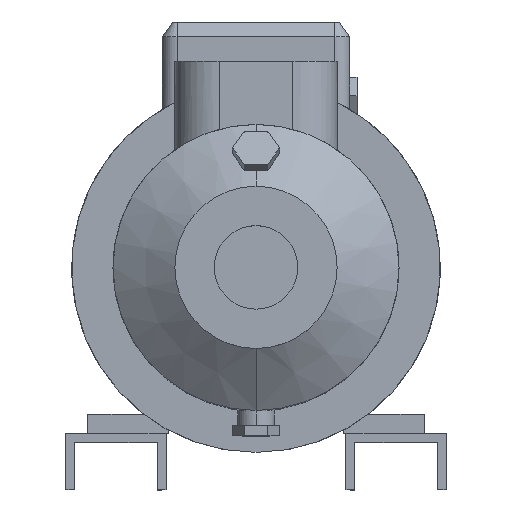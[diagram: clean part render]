
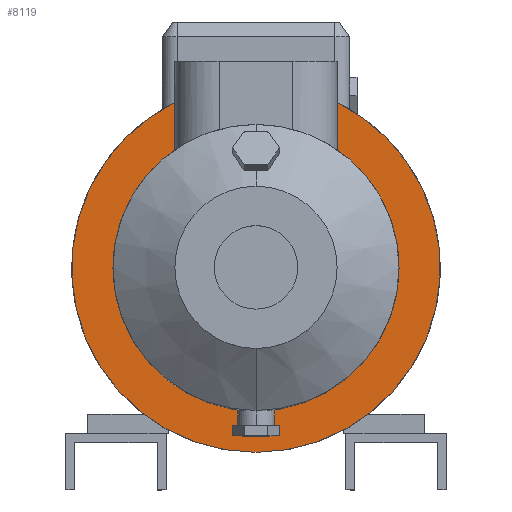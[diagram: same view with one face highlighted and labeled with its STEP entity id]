
A CAD part, top view. The second image highlights one B-rep face of the part: STEP entity #8119.
In plain terms, the highlighted planar face has unit normal (0, 0, 1).
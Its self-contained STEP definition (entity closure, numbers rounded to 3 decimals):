
#285 = AXIS2_PLACEMENT_3D ( 'NONE', #7740, #5053, #5897 ) ;
#292 = CARTESIAN_POINT ( 'NONE',  ( 0., 0., -43. ) ) ;
#423 = CARTESIAN_POINT ( 'NONE',  ( 0., -125., -43. ) ) ;
#521 = ORIENTED_EDGE ( 'NONE', *, *, #9162, .T. ) ;
#589 = DIRECTION ( 'NONE',  ( 0., 1., 0. ) ) ;
#774 = CARTESIAN_POINT ( 'NONE',  ( 55., 79.9, -43. ) ) ;
#837 = DIRECTION ( 'NONE',  ( 0., 1., 0. ) ) ;
#893 = CARTESIAN_POINT ( 'NONE',  ( -55., -125.002, -43. ) ) ;
#1150 = AXIS2_PLACEMENT_3D ( 'NONE', #7032, #6141, #8882 ) ;
#1262 = VERTEX_POINT ( 'NONE', #9385 ) ;
#1298 = VERTEX_POINT ( 'NONE', #774 ) ;
#1917 = VECTOR ( 'NONE', #589, 1000. ) ;
#2171 = EDGE_CURVE ( 'NONE', #1262, #1298, #6707, .T. ) ;
#2665 = EDGE_CURVE ( 'NONE', #1298, #9902, #5206, .T. ) ;
#2804 = CARTESIAN_POINT ( 'NONE',  ( -55., 112.25, -43. ) ) ;
#2936 = VERTEX_POINT ( 'NONE', #10264 ) ;
#3472 = FACE_OUTER_BOUND ( 'NONE', #11234, .T. ) ;
#3591 = DIRECTION ( 'NONE',  ( 0., 0., -1. ) ) ;
#4342 = CIRCLE ( 'NONE', #8344, 125. ) ;
#4902 = DIRECTION ( 'NONE',  ( 0., 1., 0. ) ) ;
#5025 = DIRECTION ( 'NONE',  ( 0., -1., 0. ) ) ;
#5053 = DIRECTION ( 'NONE',  ( 0., 0., 1. ) ) ;
#5206 = LINE ( 'NONE', #8788, #1917 ) ;
#5393 = ORIENTED_EDGE ( 'NONE', *, *, #2171, .F. ) ;
#5676 = VERTEX_POINT ( 'NONE', #2804 ) ;
#5897 = DIRECTION ( 'NONE',  ( 0., -1., 0. ) ) ;
#5966 = DIRECTION ( 'NONE',  ( 0., -1., 0. ) ) ;
#6141 = DIRECTION ( 'NONE',  ( 0., 0., 1. ) ) ;
#6707 = CIRCLE ( 'NONE', #1150, 97. ) ;
#6787 = VERTEX_POINT ( 'NONE', #423 ) ;
#7032 = CARTESIAN_POINT ( 'NONE',  ( 0., 0., -43. ) ) ;
#7094 = DIRECTION ( 'NONE',  ( 0., 0., 1. ) ) ;
#7181 = VECTOR ( 'NONE', #4902, 1000. ) ;
#7234 = PLANE ( 'NONE',  #8872 ) ;
#7712 = DIRECTION ( 'NONE',  ( 0., 0., 1. ) ) ;
#7740 = CARTESIAN_POINT ( 'NONE',  ( 0., 0., -43. ) ) ;
#7812 = CARTESIAN_POINT ( 'NONE',  ( 0., 0., -43. ) ) ;
#8119 = ADVANCED_FACE ( 'NONE', ( #3472 ), #7234, .F. ) ;
#8135 = CARTESIAN_POINT ( 'NONE',  ( 0., 97., -43. ) ) ;
#8344 = AXIS2_PLACEMENT_3D ( 'NONE', #292, #7712, #5025 ) ;
#8788 = CARTESIAN_POINT ( 'NONE',  ( 55., -125.002, -43. ) ) ;
#8872 = AXIS2_PLACEMENT_3D ( 'NONE', #8135, #3591, #837 ) ;
#8882 = DIRECTION ( 'NONE',  ( 0., -1., 0. ) ) ;
#9071 = CIRCLE ( 'NONE', #285, 125. ) ;
#9087 = LINE ( 'NONE', #893, #7181 ) ;
#9162 = EDGE_CURVE ( 'NONE', #5676, #6787, #9071, .T. ) ;
#9385 = CARTESIAN_POINT ( 'NONE',  ( 0., -97., -43. ) ) ;
#9679 = ORIENTED_EDGE ( 'NONE', *, *, #11171, .T. ) ;
#9815 = ORIENTED_EDGE ( 'NONE', *, *, #11728, .F. ) ;
#9882 = CIRCLE ( 'NONE', #10637, 97. ) ;
#9902 = VERTEX_POINT ( 'NONE', #10034 ) ;
#9914 = EDGE_CURVE ( 'NONE', #2936, #5676, #9087, .T. ) ;
#10034 = CARTESIAN_POINT ( 'NONE',  ( 55., 112.25, -43. ) ) ;
#10264 = CARTESIAN_POINT ( 'NONE',  ( -55., 79.9, -43. ) ) ;
#10483 = ORIENTED_EDGE ( 'NONE', *, *, #2665, .F. ) ;
#10637 = AXIS2_PLACEMENT_3D ( 'NONE', #7812, #7094, #5966 ) ;
#11171 = EDGE_CURVE ( 'NONE', #6787, #9902, #4342, .T. ) ;
#11234 = EDGE_LOOP ( 'NONE', ( #10483, #5393, #9815, #11426, #521, #9679 ) ) ;
#11426 = ORIENTED_EDGE ( 'NONE', *, *, #9914, .T. ) ;
#11728 = EDGE_CURVE ( 'NONE', #2936, #1262, #9882, .T. ) ;
